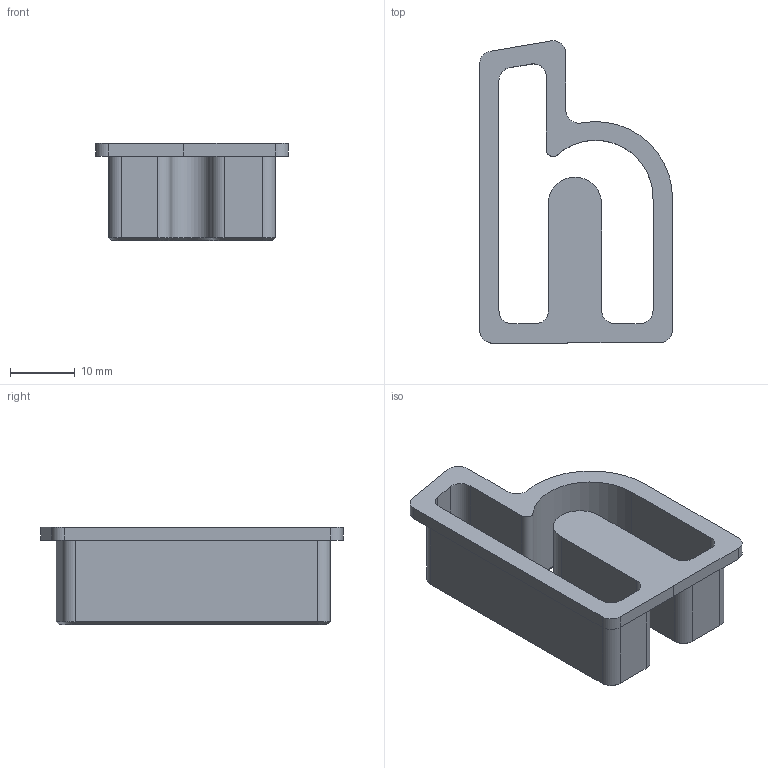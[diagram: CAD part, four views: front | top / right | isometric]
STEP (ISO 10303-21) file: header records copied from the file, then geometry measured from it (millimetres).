
FILE_DESCRIPTION(('FreeCAD Model'),'2;1');
FILE_NAME('Open CASCADE Shape Model','2025-01-18T16:44:14',(''),(''), 'Open CASCADE STEP processor 7.8','FreeCAD','Unknown');
FILE_SCHEMA(('AUTOMOTIVE_DESIGN { 1 0 10303 214 1 1 1 1 }'));
Length unit declared in the file: millimetre
Products named in the file (1): Body
Bounding box: 29.8 x 46.71 x 15 mm (x, y, z)
Volume: 3427.2 mm3; surface area: 6018.4 mm2
Topology: 1 solids, 1 shells, 84 faces, 209 edges, 128 vertices
Faces by surface type: plane 42, cylinder 24, cone 18
Entity records: 2493 total; most frequent: DIRECTION 445, CARTESIAN_POINT 422, ORIENTED_EDGE 418, EDGE_CURVE 209, AXIS2_PLACEMENT_3D 151, LINE 143, VECTOR 143, VERTEX_POINT 128
